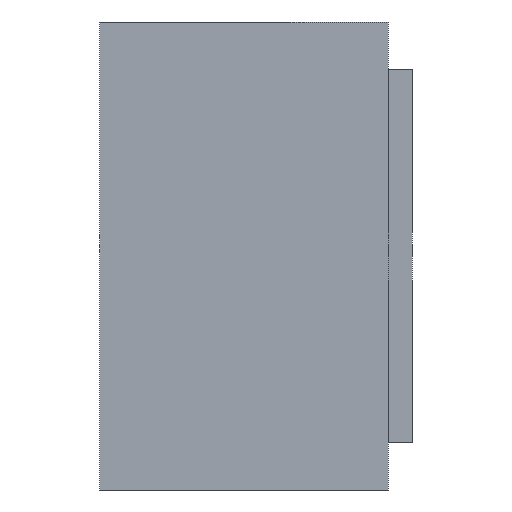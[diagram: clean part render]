
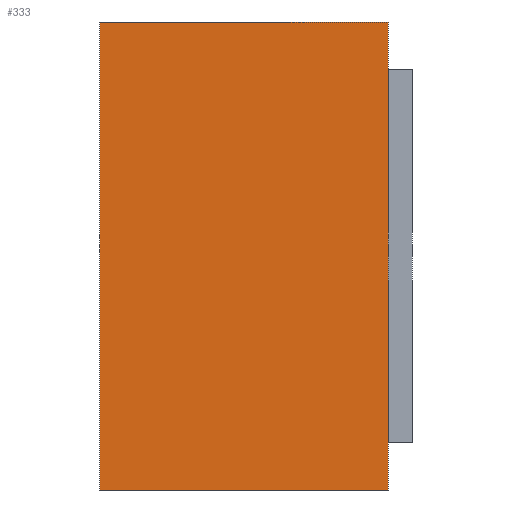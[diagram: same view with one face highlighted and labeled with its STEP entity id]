
A CAD part, left-side view. The second image highlights one B-rep face of the part: STEP entity #333.
In plain terms, the highlighted planar face has unit normal (-1, 0, 0).
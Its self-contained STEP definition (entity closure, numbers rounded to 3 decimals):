
#3 = CARTESIAN_POINT ( 'NONE',  ( -5.95, 2.6, -1.95 ) ) ;
#16 = CARTESIAN_POINT ( 'NONE',  ( -5.95, 2.6, 1.95 ) ) ;
#22 = CARTESIAN_POINT ( 'NONE',  ( -5.95, 0.2, -1.95 ) ) ;
#39 = LINE ( 'NONE', #351, #140 ) ;
#51 = CARTESIAN_POINT ( 'NONE',  ( -5.95, 0.2, 1.95 ) ) ;
#86 = EDGE_LOOP ( 'NONE', ( #125, #98, #112, #124 ) ) ;
#98 = ORIENTED_EDGE ( 'NONE', *, *, #306, .F. ) ;
#112 = ORIENTED_EDGE ( 'NONE', *, *, #307, .F. ) ;
#124 = ORIENTED_EDGE ( 'NONE', *, *, #308, .T. ) ;
#125 = ORIENTED_EDGE ( 'NONE', *, *, #291, .T. ) ;
#140 = VECTOR ( 'NONE', #383, 1000. ) ;
#192 = AXIS2_PLACEMENT_3D ( 'NONE', #455, #454, #453 ) ;
#209 = FACE_OUTER_BOUND ( 'NONE', #86, .T. ) ;
#226 = VERTEX_POINT ( 'NONE', #16 ) ;
#227 = VERTEX_POINT ( 'NONE', #3 ) ;
#238 = VERTEX_POINT ( 'NONE', #22 ) ;
#242 = VERTEX_POINT ( 'NONE', #51 ) ;
#291 = EDGE_CURVE ( 'NONE', #238, #242, #39, .T. ) ;
#306 = EDGE_CURVE ( 'NONE', #226, #242, #386, .T. ) ;
#307 = EDGE_CURVE ( 'NONE', #227, #226, #359, .T. ) ;
#308 = EDGE_CURVE ( 'NONE', #227, #238, #348, .T. ) ;
#333 = ADVANCED_FACE ( 'NONE', ( #209 ), #456, .F. ) ;
#342 = DIRECTION ( 'NONE',  ( 0., -1., 0. ) ) ;
#344 = CARTESIAN_POINT ( 'NONE',  ( -5.95, 2.6, -1.95 ) ) ;
#348 = LINE ( 'NONE', #344, #391 ) ;
#351 = CARTESIAN_POINT ( 'NONE',  ( -5.95, 0.2, -1.95 ) ) ;
#352 = DIRECTION ( 'NONE',  ( 0., 0., 1. ) ) ;
#357 = CARTESIAN_POINT ( 'NONE',  ( -5.95, 2.6, -1.95 ) ) ;
#359 = LINE ( 'NONE', #357, #392 ) ;
#360 = DIRECTION ( 'NONE',  ( 0., -1., 0. ) ) ;
#378 = CARTESIAN_POINT ( 'NONE',  ( -5.95, 2.6, 1.95 ) ) ;
#383 = DIRECTION ( 'NONE',  ( 0., 0., 1. ) ) ;
#386 = LINE ( 'NONE', #378, #394 ) ;
#391 = VECTOR ( 'NONE', #342, 1000. ) ;
#392 = VECTOR ( 'NONE', #352, 1000. ) ;
#394 = VECTOR ( 'NONE', #360, 1000. ) ;
#453 = DIRECTION ( 'NONE',  ( 0., 0., -1. ) ) ;
#454 = DIRECTION ( 'NONE',  ( 1., 0., 0. ) ) ;
#455 = CARTESIAN_POINT ( 'NONE',  ( -5.95, 2.6, -1.95 ) ) ;
#456 = PLANE ( 'NONE',  #192 ) ;
